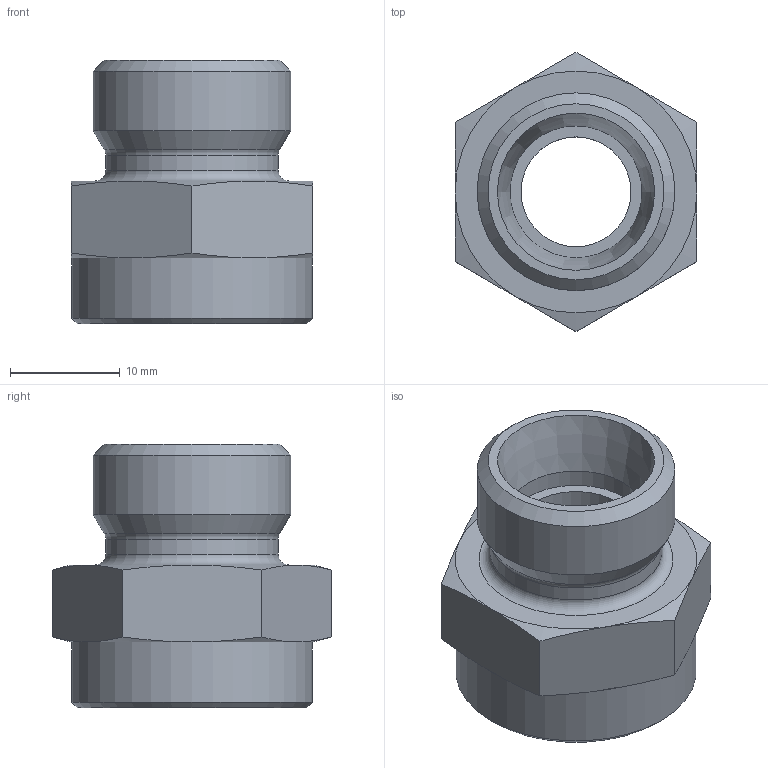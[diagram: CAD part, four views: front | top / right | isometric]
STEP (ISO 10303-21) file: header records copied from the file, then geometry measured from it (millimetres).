
FILE_DESCRIPTION((''),'2;1');
FILE_NAME('6521816.stp','2014-09-09T13:50:14',(''),('KNOMI spol. s r. o.'),'Autodesk Inventor 2012','Autodesk Inventor 2012','');
FILE_SCHEMA(('AUTOMOTIVE_DESIGN { 1 2 10303 214 0 1 1 1 }'));
Length unit declared in the file: millimetre
Products named in the file (1): Nátrubek let
Bounding box: 22 x 25.4 x 24 mm (x, y, z)
Volume: 4080.7 mm3; surface area: 3163.7 mm2
Topology: 1 solids, 1 shells, 38 faces, 76 edges, 44 vertices
Faces by surface type: cone 18, plane 12, cylinder 6, torus 2
Full cylindrical faces by diameter (mm): 10 x1, 12 x1, 15.7 x1, 16.15 x1, 18 x1, 21.9 x1
Entity records: 898 total; most frequent: CARTESIAN_POINT 191, DIRECTION 146, ORIENTED_EDGE 122, AXIS2_PLACEMENT_3D 70, EDGE_CURVE 61, EDGE_LOOP 58, VERTEX_POINT 43, FACE_OUTER_BOUND 38
